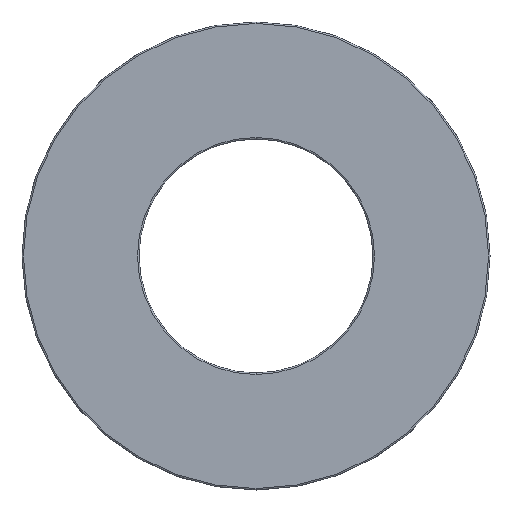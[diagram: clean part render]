
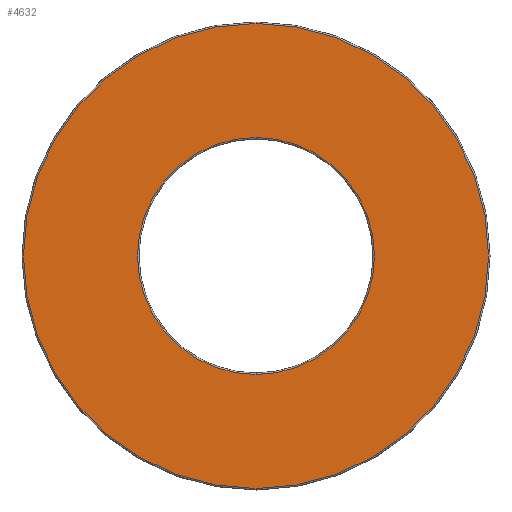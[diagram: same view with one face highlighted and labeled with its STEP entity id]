
A CAD part, front view. The second image highlights one B-rep face of the part: STEP entity #4632.
In plain terms, the highlighted planar face has unit normal (0, -1, 0).
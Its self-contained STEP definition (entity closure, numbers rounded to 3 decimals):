
#10 = CARTESIAN_POINT ( 'NONE',  ( 0., 0., 0. ) ) ;
#17 = EDGE_CURVE ( 'NONE', #2126, #1141, #1064, .T. ) ;
#135 = CIRCLE ( 'NONE', #4591, 4.05 ) ;
#336 = FACE_OUTER_BOUND ( 'NONE', #2317, .T. ) ;
#558 = EDGE_CURVE ( 'NONE', #1141, #2126, #2590, .T. ) ;
#572 = DIRECTION ( 'NONE',  ( 0., 1., 0. ) ) ;
#705 = VERTEX_POINT ( 'NONE', #1211 ) ;
#817 = CARTESIAN_POINT ( 'NONE',  ( 0., 0., -7.95 ) ) ;
#891 = CIRCLE ( 'NONE', #1540, 4.05 ) ;
#951 = AXIS2_PLACEMENT_3D ( 'NONE', #1325, #572, #2002 ) ;
#1041 = DIRECTION ( 'NONE',  ( 0., 0., 1. ) ) ;
#1064 = CIRCLE ( 'NONE', #3819, 7.95 ) ;
#1141 = VERTEX_POINT ( 'NONE', #817 ) ;
#1211 = CARTESIAN_POINT ( 'NONE',  ( 0., 0., -4.05 ) ) ;
#1325 = CARTESIAN_POINT ( 'NONE',  ( 0., 0., 0. ) ) ;
#1469 = DIRECTION ( 'NONE',  ( 0., 1., 0. ) ) ;
#1540 = AXIS2_PLACEMENT_3D ( 'NONE', #3218, #3941, #2438 ) ;
#1701 = AXIS2_PLACEMENT_3D ( 'NONE', #2576, #3679, #1874 ) ;
#1874 = DIRECTION ( 'NONE',  ( 0., 0., 1. ) ) ;
#1983 = EDGE_CURVE ( 'NONE', #705, #2228, #891, .T. ) ;
#2002 = DIRECTION ( 'NONE',  ( 0., 0., 1. ) ) ;
#2090 = ORIENTED_EDGE ( 'NONE', *, *, #1983, .T. ) ;
#2126 = VERTEX_POINT ( 'NONE', #2173 ) ;
#2173 = CARTESIAN_POINT ( 'NONE',  ( 0., 0., 7.95 ) ) ;
#2228 = VERTEX_POINT ( 'NONE', #2530 ) ;
#2313 = FACE_BOUND ( 'NONE', #2619, .T. ) ;
#2317 = EDGE_LOOP ( 'NONE', ( #2550, #4543 ) ) ;
#2438 = DIRECTION ( 'NONE',  ( 0., 0., 1. ) ) ;
#2530 = CARTESIAN_POINT ( 'NONE',  ( 0., 0., 4.05 ) ) ;
#2550 = ORIENTED_EDGE ( 'NONE', *, *, #17, .T. ) ;
#2576 = CARTESIAN_POINT ( 'NONE',  ( 0., 0., 0. ) ) ;
#2590 = CIRCLE ( 'NONE', #1701, 7.95 ) ;
#2619 = EDGE_LOOP ( 'NONE', ( #3334, #2090 ) ) ;
#2863 = DIRECTION ( 'NONE',  ( 0., -1., 0. ) ) ;
#3141 = PLANE ( 'NONE',  #951 ) ;
#3218 = CARTESIAN_POINT ( 'NONE',  ( 0., 0., 0. ) ) ;
#3227 = CARTESIAN_POINT ( 'NONE',  ( 0., 0., 0. ) ) ;
#3271 = DIRECTION ( 'NONE',  ( 0., 0., 1. ) ) ;
#3334 = ORIENTED_EDGE ( 'NONE', *, *, #3877, .T. ) ;
#3679 = DIRECTION ( 'NONE',  ( 0., -1., 0. ) ) ;
#3819 = AXIS2_PLACEMENT_3D ( 'NONE', #3227, #2863, #1041 ) ;
#3877 = EDGE_CURVE ( 'NONE', #2228, #705, #135, .T. ) ;
#3941 = DIRECTION ( 'NONE',  ( 0., 1., 0. ) ) ;
#4543 = ORIENTED_EDGE ( 'NONE', *, *, #558, .T. ) ;
#4591 = AXIS2_PLACEMENT_3D ( 'NONE', #10, #1469, #3271 ) ;
#4632 = ADVANCED_FACE ( 'NONE', ( #2313, #336 ), #3141, .F. ) ;
